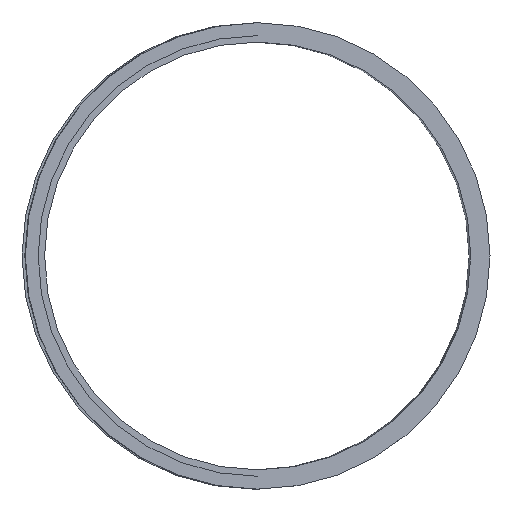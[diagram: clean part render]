
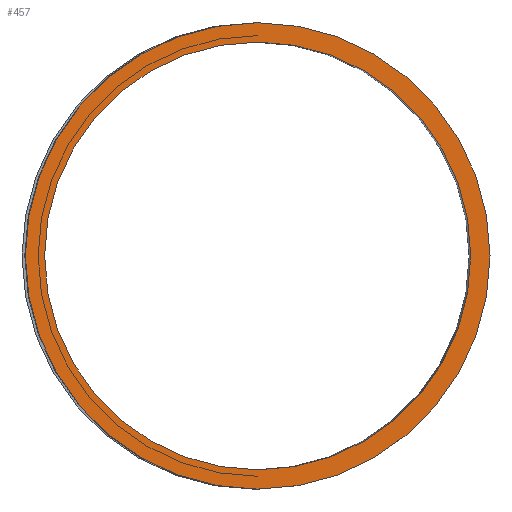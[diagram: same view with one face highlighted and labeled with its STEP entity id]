
A CAD part, top view. The second image highlights one B-rep face of the part: STEP entity #457.
In plain terms, the highlighted planar face has unit normal (0.087, 0, 0.996).
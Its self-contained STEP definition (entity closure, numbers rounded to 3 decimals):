
#234=CARTESIAN_POINT('',(1.136,102.5,26.016));
#235=VERTEX_POINT('',#234);
#322=CARTESIAN_POINT('',(1.136,-102.5,26.016));
#323=VERTEX_POINT('',#322);
#383=CARTESIAN_POINT('',(109.223,0.,16.56));
#384=VERTEX_POINT('',#383);
#385=CARTESIAN_POINT('',(1.136,0.0,26.016));
#386=DIRECTION('',(-0.087,0.0,-0.996));
#387=DIRECTION('',(-0.996,0.0,0.087));
#388=AXIS2_PLACEMENT_3D('',#385,#386,#387);
#389=CIRCLE('',#388,108.5);
#390=EDGE_CURVE('',#384,#384,#389,.T.);
#413=CARTESIAN_POINT('',(100.257,0.,17.344));
#414=VERTEX_POINT('',#413);
#415=CARTESIAN_POINT('',(1.136,0.0,26.016));
#416=DIRECTION('',(-0.087,0.0,-0.996));
#417=DIRECTION('',(-0.996,0.0,0.087));
#418=AXIS2_PLACEMENT_3D('',#415,#416,#417);
#419=CIRCLE('',#418,99.5);
#420=EDGE_CURVE('',#414,#414,#419,.T.);
#436=CARTESIAN_POINT('',(1.136,0.0,26.016));
#437=DIRECTION('',(-0.087,0.0,-0.996));
#438=DIRECTION('',(-0.996,0.0,0.087));
#439=AXIS2_PLACEMENT_3D('',#436,#437,#438);
#440=PLANE('',#439);
#441=ORIENTED_EDGE('',*,*,#390,.F.);
#442=EDGE_LOOP('',(#441));
#443=FACE_OUTER_BOUND('',#442,.T.);
#444=ORIENTED_EDGE('',*,*,#420,.T.);
#445=EDGE_LOOP('',(#444));
#446=FACE_BOUND('',#445,.T.);
#447=CARTESIAN_POINT('',(1.136,0.0,26.016));
#448=DIRECTION('',(-0.087,0.0,-0.996));
#449=DIRECTION('',(-0.996,0.0,0.087));
#450=AXIS2_PLACEMENT_3D('',#447,#448,#449);
#451=CIRCLE('',#450,102.5);
#452=EDGE_CURVE('',#323,#235,#451,.T.);
#453=ORIENTED_EDGE('',*,*,#452,.F.);
#454=ORIENTED_EDGE('',*,*,#452,.T.);
#455=EDGE_LOOP('',(#453,#454));
#456=FACE_BOUND('',#455,.T.);
#457=ADVANCED_FACE('',(#443,#446,#456),#440,.F.);
